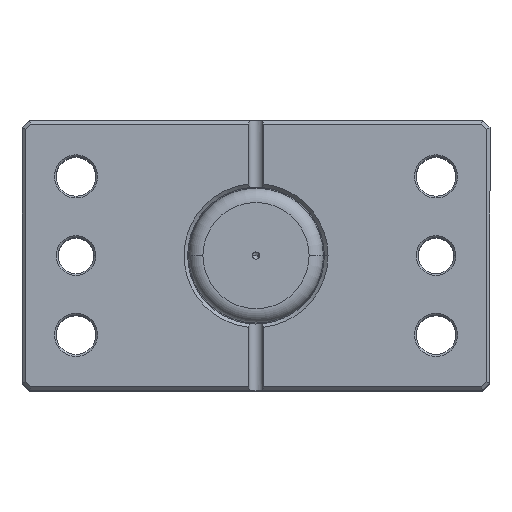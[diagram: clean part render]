
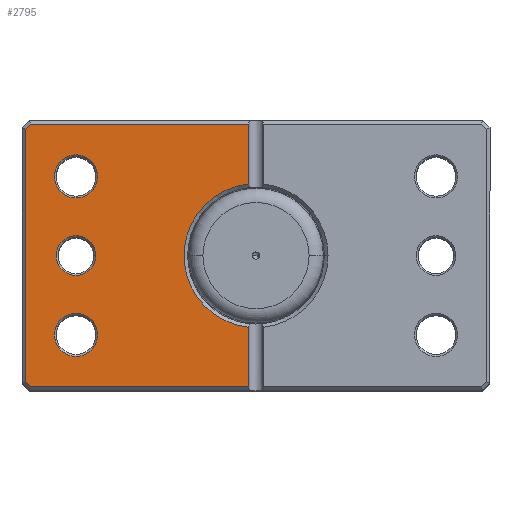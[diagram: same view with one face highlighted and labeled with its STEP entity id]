
A CAD part, top view. The second image highlights one B-rep face of the part: STEP entity #2795.
In plain terms, the highlighted face is planar.
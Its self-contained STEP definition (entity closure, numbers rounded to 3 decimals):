
#10 = VECTOR ( 'NONE', #6620, 1000. ) ;
#39 = DIRECTION ( 'NONE',  ( 0., 0., 1. ) ) ;
#78 = CIRCLE ( 'NONE', #5881, 5.5 ) ;
#112 = CIRCLE ( 'NONE', #3168, 5.5 ) ;
#195 = DIRECTION ( 'NONE',  ( 0.707, -0.707, 0. ) ) ;
#229 = VECTOR ( 'NONE', #2404, 1000. ) ;
#231 = EDGE_CURVE ( 'NONE', #3460, #964, #4079, .T. ) ;
#239 = EDGE_CURVE ( 'NONE', #7007, #1489, #6838, .T. ) ;
#435 = VERTEX_POINT ( 'NONE', #3860 ) ;
#442 = ORIENTED_EDGE ( 'NONE', *, *, #7022, .T. ) ;
#519 = CARTESIAN_POINT ( 'NONE',  ( 64., 35.086, 0. ) ) ;
#542 = DIRECTION ( 'NONE',  ( 1., 0., 0. ) ) ;
#549 = CARTESIAN_POINT ( 'NONE',  ( 50., -22., 0. ) ) ;
#560 = AXIS2_PLACEMENT_3D ( 'NONE', #3438, #3298, #3266 ) ;
#636 = CARTESIAN_POINT ( 'NONE',  ( 49.543, 49.543, 0. ) ) ;
#848 = VERTEX_POINT ( 'NONE', #1951 ) ;
#852 = VECTOR ( 'NONE', #6677, 1000. ) ;
#907 = DIRECTION ( 'NONE',  ( 0., 0., 1. ) ) ;
#928 = DIRECTION ( 'NONE',  ( 1., 0., 0. ) ) ;
#964 = VERTEX_POINT ( 'NONE', #6281 ) ;
#1115 = VERTEX_POINT ( 'NONE', #1158 ) ;
#1130 = EDGE_LOOP ( 'NONE', ( #1840, #4788, #5136, #5472, #7129, #4577, #1969, #6551 ) ) ;
#1158 = CARTESIAN_POINT ( 'NONE',  ( 44.5, 0., 0. ) ) ;
#1184 = LINE ( 'NONE', #636, #4128 ) ;
#1190 = DIRECTION ( 'NONE',  ( 0., 0., 1. ) ) ;
#1273 = EDGE_CURVE ( 'NONE', #3445, #7007, #1184, .T. ) ;
#1295 = VERTEX_POINT ( 'NONE', #4935 ) ;
#1343 = FACE_BOUND ( 'NONE', #4839, .T. ) ;
#1489 = VERTEX_POINT ( 'NONE', #5402 ) ;
#1601 = CARTESIAN_POINT ( 'NONE',  ( 0., 36.5, 0. ) ) ;
#1650 = AXIS2_PLACEMENT_3D ( 'NONE', #7128, #3842, #542 ) ;
#1740 = ORIENTED_EDGE ( 'NONE', *, *, #3350, .T. ) ;
#1756 = DIRECTION ( 'NONE',  ( 0., 1., 0. ) ) ;
#1789 = EDGE_CURVE ( 'NONE', #3009, #1295, #2639, .T. ) ;
#1839 = VERTEX_POINT ( 'NONE', #3193 ) ;
#1840 = ORIENTED_EDGE ( 'NONE', *, *, #4711, .T. ) ;
#1874 = LINE ( 'NONE', #5173, #229 ) ;
#1944 = EDGE_CURVE ( 'NONE', #964, #3460, #4562, .T. ) ;
#1951 = CARTESIAN_POINT ( 'NONE',  ( 2., 36.5, 0. ) ) ;
#1969 = ORIENTED_EDGE ( 'NONE', *, *, #5782, .T. ) ;
#2289 = FACE_BOUND ( 'NONE', #6499, .T. ) ;
#2401 = AXIS2_PLACEMENT_3D ( 'NONE', #4514, #1190, #5069 ) ;
#2404 = DIRECTION ( 'NONE',  ( -0.707, -0.707, 0. ) ) ;
#2639 = LINE ( 'NONE', #4760, #5253 ) ;
#2657 = CIRCLE ( 'NONE', #4284, 6. ) ;
#2728 = CARTESIAN_POINT ( 'NONE',  ( 2., -19.9, 0. ) ) ;
#2733 = VERTEX_POINT ( 'NONE', #4902 ) ;
#2795 = ADVANCED_FACE ( 'NONE', ( #2289, #1343, #5243, #3747 ), #3834, .F. ) ;
#3009 = VERTEX_POINT ( 'NONE', #3320 ) ;
#3168 = AXIS2_PLACEMENT_3D ( 'NONE', #3342, #39, #3910 ) ;
#3193 = CARTESIAN_POINT ( 'NONE',  ( 56., 22., 0. ) ) ;
#3260 = CARTESIAN_POINT ( 'NONE',  ( 50., 22., 0. ) ) ;
#3266 = DIRECTION ( 'NONE',  ( 1., 0., 0. ) ) ;
#3287 = CARTESIAN_POINT ( 'NONE',  ( 50., 0., 0. ) ) ;
#3298 = DIRECTION ( 'NONE',  ( 0., 0., 1. ) ) ;
#3320 = CARTESIAN_POINT ( 'NONE',  ( 62.586, -36.5, 0. ) ) ;
#3342 = CARTESIAN_POINT ( 'NONE',  ( 50., 0., 0. ) ) ;
#3350 = EDGE_CURVE ( 'NONE', #1115, #2733, #112, .T. ) ;
#3437 = VECTOR ( 'NONE', #1756, 1000. ) ;
#3438 = CARTESIAN_POINT ( 'NONE',  ( 0., 0., 0. ) ) ;
#3445 = VERTEX_POINT ( 'NONE', #6724 ) ;
#3460 = VERTEX_POINT ( 'NONE', #6165 ) ;
#3594 = EDGE_LOOP ( 'NONE', ( #4082, #4431 ) ) ;
#3747 = FACE_OUTER_BOUND ( 'NONE', #1130, .T. ) ;
#3832 = DIRECTION ( 'NONE',  ( 1., 0., 0. ) ) ;
#3834 = PLANE ( 'NONE',  #560 ) ;
#3842 = DIRECTION ( 'NONE',  ( 0., 0., 1. ) ) ;
#3845 = DIRECTION ( 'NONE',  ( 1., 0., 0. ) ) ;
#3860 = CARTESIAN_POINT ( 'NONE',  ( 44., 22., 0. ) ) ;
#3910 = DIRECTION ( 'NONE',  ( 1., 0., 0. ) ) ;
#4079 = CIRCLE ( 'NONE', #5522, 6. ) ;
#4082 = ORIENTED_EDGE ( 'NONE', *, *, #4628, .T. ) ;
#4128 = VECTOR ( 'NONE', #195, 1000. ) ;
#4131 = CARTESIAN_POINT ( 'NONE',  ( 50., -22., 0. ) ) ;
#4284 = AXIS2_PLACEMENT_3D ( 'NONE', #3260, #7117, #3832 ) ;
#4431 = ORIENTED_EDGE ( 'NONE', *, *, #5162, .T. ) ;
#4514 = CARTESIAN_POINT ( 'NONE',  ( 0., 0., 0. ) ) ;
#4562 = CIRCLE ( 'NONE', #7020, 6. ) ;
#4576 = CIRCLE ( 'NONE', #1650, 6. ) ;
#4577 = ORIENTED_EDGE ( 'NONE', *, *, #239, .T. ) ;
#4628 = EDGE_CURVE ( 'NONE', #435, #1839, #2657, .T. ) ;
#4667 = EDGE_CURVE ( 'NONE', #4675, #848, #6721, .T. ) ;
#4675 = VERTEX_POINT ( 'NONE', #5597 ) ;
#4711 = EDGE_CURVE ( 'NONE', #1295, #6351, #6555, .T. ) ;
#4734 = DIRECTION ( 'NONE',  ( -1., 0., 0. ) ) ;
#4760 = CARTESIAN_POINT ( 'NONE',  ( 0., -36.5, 0. ) ) ;
#4788 = ORIENTED_EDGE ( 'NONE', *, *, #7120, .T. ) ;
#4839 = EDGE_LOOP ( 'NONE', ( #5035, #5217 ) ) ;
#4902 = CARTESIAN_POINT ( 'NONE',  ( 55.5, 0., 0. ) ) ;
#4935 = CARTESIAN_POINT ( 'NONE',  ( 2., -36.5, 0. ) ) ;
#5035 = ORIENTED_EDGE ( 'NONE', *, *, #231, .T. ) ;
#5069 = DIRECTION ( 'NONE',  ( 1., 0., 0. ) ) ;
#5076 = VECTOR ( 'NONE', #5476, 1000. ) ;
#5105 = CIRCLE ( 'NONE', #2401, 20. ) ;
#5136 = ORIENTED_EDGE ( 'NONE', *, *, #4667, .T. ) ;
#5162 = EDGE_CURVE ( 'NONE', #1839, #435, #4576, .T. ) ;
#5173 = CARTESIAN_POINT ( 'NONE',  ( 49.543, -49.543, 0. ) ) ;
#5217 = ORIENTED_EDGE ( 'NONE', *, *, #1944, .T. ) ;
#5243 = FACE_BOUND ( 'NONE', #3594, .T. ) ;
#5253 = VECTOR ( 'NONE', #4734, 1000. ) ;
#5402 = CARTESIAN_POINT ( 'NONE',  ( 64., -35.086, 0. ) ) ;
#5472 = ORIENTED_EDGE ( 'NONE', *, *, #6007, .T. ) ;
#5476 = DIRECTION ( 'NONE',  ( 1., 0., 0. ) ) ;
#5522 = AXIS2_PLACEMENT_3D ( 'NONE', #4131, #6446, #6945 ) ;
#5597 = CARTESIAN_POINT ( 'NONE',  ( 2., 19.9, 0. ) ) ;
#5741 = CARTESIAN_POINT ( 'NONE',  ( 64., 0., 0. ) ) ;
#5782 = EDGE_CURVE ( 'NONE', #1489, #3009, #1874, .T. ) ;
#5881 = AXIS2_PLACEMENT_3D ( 'NONE', #3287, #7138, #3845 ) ;
#6007 = EDGE_CURVE ( 'NONE', #848, #3445, #6538, .T. ) ;
#6134 = CARTESIAN_POINT ( 'NONE',  ( 2., 37.5, 0. ) ) ;
#6161 = CARTESIAN_POINT ( 'NONE',  ( 2., 37.5, 0. ) ) ;
#6165 = CARTESIAN_POINT ( 'NONE',  ( 44., -22., 0. ) ) ;
#6281 = CARTESIAN_POINT ( 'NONE',  ( 56., -22., 0. ) ) ;
#6351 = VERTEX_POINT ( 'NONE', #2728 ) ;
#6446 = DIRECTION ( 'NONE',  ( 0., 0., 1. ) ) ;
#6499 = EDGE_LOOP ( 'NONE', ( #1740, #442 ) ) ;
#6538 = LINE ( 'NONE', #1601, #5076 ) ;
#6551 = ORIENTED_EDGE ( 'NONE', *, *, #1789, .T. ) ;
#6555 = LINE ( 'NONE', #6161, #3437 ) ;
#6620 = DIRECTION ( 'NONE',  ( 0., -1., 0. ) ) ;
#6677 = DIRECTION ( 'NONE',  ( 0., 1., 0. ) ) ;
#6721 = LINE ( 'NONE', #6134, #852 ) ;
#6724 = CARTESIAN_POINT ( 'NONE',  ( 62.586, 36.5, 0. ) ) ;
#6838 = LINE ( 'NONE', #5741, #10 ) ;
#6945 = DIRECTION ( 'NONE',  ( 1., 0., 0. ) ) ;
#7007 = VERTEX_POINT ( 'NONE', #519 ) ;
#7020 = AXIS2_PLACEMENT_3D ( 'NONE', #549, #907, #928 ) ;
#7022 = EDGE_CURVE ( 'NONE', #2733, #1115, #78, .T. ) ;
#7117 = DIRECTION ( 'NONE',  ( 0., 0., 1. ) ) ;
#7120 = EDGE_CURVE ( 'NONE', #6351, #4675, #5105, .T. ) ;
#7128 = CARTESIAN_POINT ( 'NONE',  ( 50., 22., 0. ) ) ;
#7129 = ORIENTED_EDGE ( 'NONE', *, *, #1273, .T. ) ;
#7138 = DIRECTION ( 'NONE',  ( 0., 0., 1. ) ) ;
